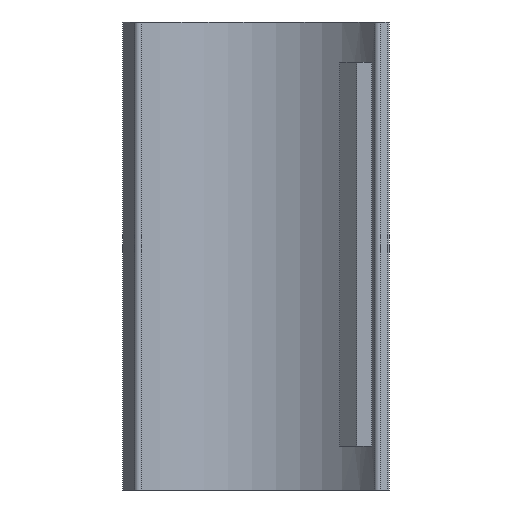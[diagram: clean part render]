
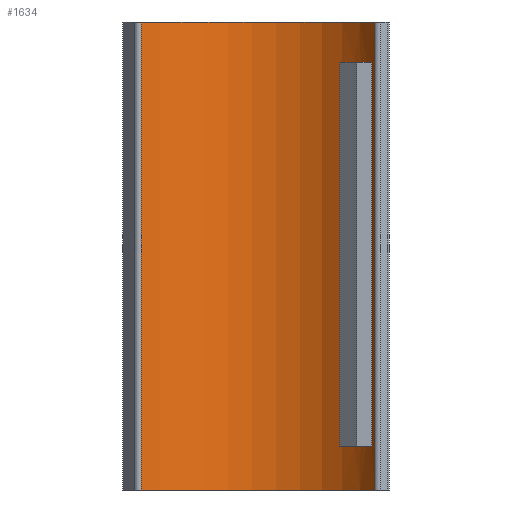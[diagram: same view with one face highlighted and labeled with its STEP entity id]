
A CAD part, left-side view. The second image highlights one B-rep face of the part: STEP entity #1634.
In plain terms, the highlighted cylindrical face has radius 19 mm (diameter 38 mm), a partial arc.
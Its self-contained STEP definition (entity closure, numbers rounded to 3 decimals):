
#22=CYLINDRICAL_SURFACE('',#1717,19.);
#28=CIRCLE('',#1676,19.);
#29=CIRCLE('',#1681,19.);
#32=CIRCLE('',#1687,19.);
#50=CIRCLE('',#1718,19.);
#59=FACE_BOUND('',#264,.T.);
#171=FACE_OUTER_BOUND('',#263,.T.);
#263=EDGE_LOOP('',(#1407,#1408,#1409,#1410));
#264=EDGE_LOOP('',(#1411,#1412,#1413,#1414));
#356=LINE('',#2897,#487);
#359=LINE('',#2902,#490);
#360=LINE('',#2910,#491);
#396=LINE('',#3018,#527);
#487=VECTOR('',#1849,10.);
#490=VECTOR('',#1854,10.);
#491=VECTOR('',#1863,10.);
#527=VECTOR('',#1965,10.);
#733=VERTEX_POINT('',#2886);
#734=VERTEX_POINT('',#2888);
#736=VERTEX_POINT('',#2896);
#737=VERTEX_POINT('',#2900);
#739=VERTEX_POINT('',#2907);
#740=VERTEX_POINT('',#2909);
#744=VERTEX_POINT('',#2921);
#779=VERTEX_POINT('',#3016);
#945=EDGE_CURVE('',#734,#733,#28,.T.);
#949=EDGE_CURVE('',#736,#734,#356,.T.);
#952=EDGE_CURVE('',#733,#737,#359,.T.);
#953=EDGE_CURVE('',#737,#736,#29,.T.);
#955=EDGE_CURVE('',#739,#740,#360,.T.);
#961=EDGE_CURVE('',#744,#740,#32,.T.);
#1010=EDGE_CURVE('',#744,#779,#396,.T.);
#1011=EDGE_CURVE('',#739,#779,#50,.T.);
#1407=ORIENTED_EDGE('',*,*,#955,.F.);
#1408=ORIENTED_EDGE('',*,*,#1011,.T.);
#1409=ORIENTED_EDGE('',*,*,#1010,.F.);
#1410=ORIENTED_EDGE('',*,*,#961,.T.);
#1411=ORIENTED_EDGE('',*,*,#952,.T.);
#1412=ORIENTED_EDGE('',*,*,#953,.T.);
#1413=ORIENTED_EDGE('',*,*,#949,.T.);
#1414=ORIENTED_EDGE('',*,*,#945,.T.);
#1634=ADVANCED_FACE('',(#171,#59),#22,.F.);
#1676=AXIS2_PLACEMENT_3D('',#2889,#1840,#1841);
#1681=AXIS2_PLACEMENT_3D('',#2904,#1857,#1858);
#1687=AXIS2_PLACEMENT_3D('',#2922,#1874,#1875);
#1717=AXIS2_PLACEMENT_3D('',#3019,#1966,#1967);
#1718=AXIS2_PLACEMENT_3D('',#3020,#1968,#1969);
#1840=DIRECTION('center_axis',(0.,0.,-1.));
#1841=DIRECTION('ref_axis',(1.,0.,0.));
#1849=DIRECTION('',(0.,0.,1.));
#1854=DIRECTION('',(0.,0.,-1.));
#1857=DIRECTION('center_axis',(0.,0.,1.));
#1858=DIRECTION('ref_axis',(1.,0.,0.));
#1863=DIRECTION('',(0.,0.,-1.));
#1874=DIRECTION('center_axis',(0.,0.,-1.));
#1875=DIRECTION('ref_axis',(1.,0.,0.));
#1965=DIRECTION('',(0.,0.,1.));
#1966=DIRECTION('center_axis',(0.,0.,1.));
#1967=DIRECTION('ref_axis',(1.,0.,0.));
#1968=DIRECTION('center_axis',(0.,0.,1.));
#1969=DIRECTION('ref_axis',(1.,0.,0.));
#2886=CARTESIAN_POINT('',(10.875,-23.33,51.5));
#2888=CARTESIAN_POINT('',(13.415,-21.205,51.5));
#2889=CARTESIAN_POINT('Origin',(0.,-7.75,
51.5));
#2896=CARTESIAN_POINT('',(13.415,-21.205,3.5));
#2897=CARTESIAN_POINT('',(13.415,-21.205,-2.));
#2900=CARTESIAN_POINT('',(10.875,-23.33,3.5));
#2902=CARTESIAN_POINT('',(10.875,-23.33,-2.));
#2904=CARTESIAN_POINT('Origin',(0.,-7.75,
3.5));
#2907=CARTESIAN_POINT('',(10.253,-23.746,56.5));
#2909=CARTESIAN_POINT('',(10.253,-23.746,-2.));
#2910=CARTESIAN_POINT('',(10.253,-23.746,-2.));
#2921=CARTESIAN_POINT('',(13.632,5.486,-2.));
#2922=CARTESIAN_POINT('Origin',(0.,-7.75,
-2.));
#3016=CARTESIAN_POINT('',(13.632,5.486,56.5));
#3018=CARTESIAN_POINT('',(13.632,5.486,-2.));
#3019=CARTESIAN_POINT('Origin',(0.,-7.75,
-2.));
#3020=CARTESIAN_POINT('Origin',(0.,-7.75,
56.5));
